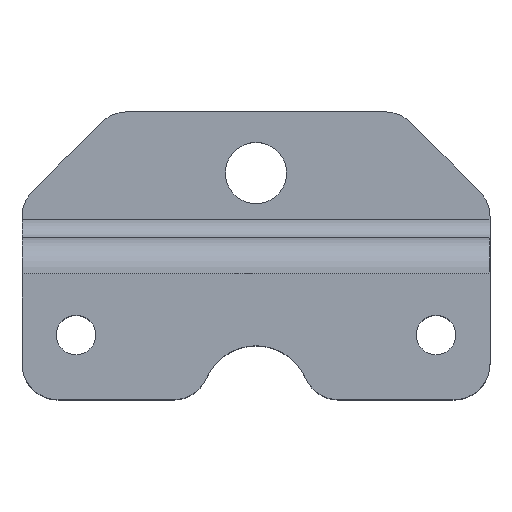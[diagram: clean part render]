
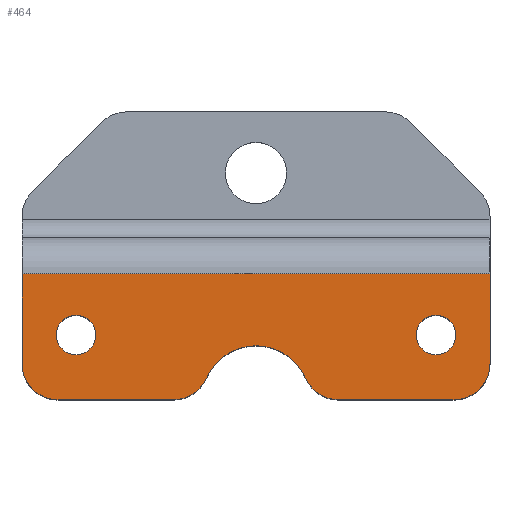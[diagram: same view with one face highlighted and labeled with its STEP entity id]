
A CAD part, top view. The second image highlights one B-rep face of the part: STEP entity #464.
In plain terms, the highlighted planar face has unit normal (0, 0, 1).
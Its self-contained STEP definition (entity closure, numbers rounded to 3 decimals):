
#7 = ORIENTED_EDGE ( 'NONE', *, *, #738, .T. ) ;
#15 = CARTESIAN_POINT ( 'NONE',  ( 0., 0., 5. ) ) ;
#76 = DIRECTION ( 'NONE',  ( -1., 0., 0. ) ) ;
#80 = CIRCLE ( 'NONE', #623, 5.5 ) ;
#92 = CARTESIAN_POINT ( 'NONE',  ( 50., 18., 5. ) ) ;
#106 = FACE_OUTER_BOUND ( 'NONE', #926, .T. ) ;
#108 = DIRECTION ( 'NONE',  ( -1., 0., 0. ) ) ;
#120 = DIRECTION ( 'NONE',  ( -1., 0., 0. ) ) ;
#124 = ORIENTED_EDGE ( 'NONE', *, *, #821, .T. ) ;
#166 = AXIS2_PLACEMENT_3D ( 'NONE', #15, #779, #228 ) ;
#175 = FACE_BOUND ( 'NONE', #274, .T. ) ;
#187 = VECTOR ( 'NONE', #621, 1000. ) ;
#195 = VERTEX_POINT ( 'NONE', #1379 ) ;
#209 = VERTEX_POINT ( 'NONE', #828 ) ;
#219 = CARTESIAN_POINT ( 'NONE',  ( -65., 0., 5. ) ) ;
#220 = VERTEX_POINT ( 'NONE', #967 ) ;
#228 = DIRECTION ( 'NONE',  ( 1., 0., 0. ) ) ;
#230 = CIRCLE ( 'NONE', #541, 5.5 ) ;
#232 = CARTESIAN_POINT ( 'NONE',  ( 65., 0., 5. ) ) ;
#238 = LINE ( 'NONE', #520, #865 ) ;
#272 = LINE ( 'NONE', #219, #492 ) ;
#274 = EDGE_LOOP ( 'NONE', ( #933, #350 ) ) ;
#290 = EDGE_CURVE ( 'NONE', #1268, #597, #820, .T. ) ;
#304 = CARTESIAN_POINT ( 'NONE',  ( -50., 18., 5. ) ) ;
#322 = EDGE_CURVE ( 'NONE', #471, #419, #955, .T. ) ;
#327 = DIRECTION ( 'NONE',  ( 0., 0., -1. ) ) ;
#331 = FACE_BOUND ( 'NONE', #697, .T. ) ;
#350 = ORIENTED_EDGE ( 'NONE', *, *, #997, .F. ) ;
#363 = EDGE_CURVE ( 'NONE', #471, #597, #840, .T. ) ;
#374 = ORIENTED_EDGE ( 'NONE', *, *, #1312, .T. ) ;
#383 = VERTEX_POINT ( 'NONE', #563 ) ;
#385 = EDGE_CURVE ( 'NONE', #1323, #419, #551, .T. ) ;
#403 = AXIS2_PLACEMENT_3D ( 'NONE', #756, #762, #1081 ) ;
#407 = CIRCLE ( 'NONE', #838, 10. ) ;
#419 = VERTEX_POINT ( 'NONE', #773 ) ;
#420 = DIRECTION ( 'NONE',  ( 1., 0., 0. ) ) ;
#435 = EDGE_CURVE ( 'NONE', #195, #522, #600, .T. ) ;
#449 = VERTEX_POINT ( 'NONE', #1117 ) ;
#464 = ADVANCED_FACE ( 'NONE', ( #331, #175, #106 ), #572, .T. ) ;
#471 = VERTEX_POINT ( 'NONE', #1320 ) ;
#478 = CARTESIAN_POINT ( 'NONE',  ( -55., 10., 5. ) ) ;
#492 = VECTOR ( 'NONE', #854, 1000. ) ;
#502 = DIRECTION ( 'NONE',  ( 0., 0., -1. ) ) ;
#520 = CARTESIAN_POINT ( 'NONE',  ( -65., 35., 5. ) ) ;
#522 = VERTEX_POINT ( 'NONE', #584 ) ;
#534 = EDGE_CURVE ( 'NONE', #1038, #682, #801, .T. ) ;
#541 = AXIS2_PLACEMENT_3D ( 'NONE', #860, #327, #108 ) ;
#544 = DIRECTION ( 'NONE',  ( 0., 0., 1. ) ) ;
#551 = CIRCLE ( 'NONE', #166, 15. ) ;
#563 = CARTESIAN_POINT ( 'NONE',  ( 65., 10., 5. ) ) ;
#569 = ORIENTED_EDGE ( 'NONE', *, *, #363, .F. ) ;
#572 = PLANE ( 'NONE',  #1040 ) ;
#583 = ORIENTED_EDGE ( 'NONE', *, *, #1119, .T. ) ;
#584 = CARTESIAN_POINT ( 'NONE',  ( 22.913, 0., 5. ) ) ;
#594 = DIRECTION ( 'NONE',  ( 0., 0., 1. ) ) ;
#597 = VERTEX_POINT ( 'NONE', #1380 ) ;
#600 = LINE ( 'NONE', #232, #636 ) ;
#611 = CARTESIAN_POINT ( 'NONE',  ( 55.5, 18., 5. ) ) ;
#614 = AXIS2_PLACEMENT_3D ( 'NONE', #1275, #1252, #420 ) ;
#621 = DIRECTION ( 'NONE',  ( 0., 1., 0. ) ) ;
#623 = AXIS2_PLACEMENT_3D ( 'NONE', #304, #1401, #727 ) ;
#636 = VECTOR ( 'NONE', #120, 1000. ) ;
#642 = ORIENTED_EDGE ( 'NONE', *, *, #863, .T. ) ;
#664 = ORIENTED_EDGE ( 'NONE', *, *, #534, .T. ) ;
#671 = DIRECTION ( 'NONE',  ( 0., 0., 1. ) ) ;
#682 = VERTEX_POINT ( 'NONE', #611 ) ;
#695 = CIRCLE ( 'NONE', #403, 10. ) ;
#697 = EDGE_LOOP ( 'NONE', ( #374, #664 ) ) ;
#727 = DIRECTION ( 'NONE',  ( 1., 0., 0. ) ) ;
#738 = EDGE_CURVE ( 'NONE', #209, #1340, #238, .T. ) ;
#756 = CARTESIAN_POINT ( 'NONE',  ( 22.913, 10., 5. ) ) ;
#762 = DIRECTION ( 'NONE',  ( 0., 0., 1. ) ) ;
#764 = CARTESIAN_POINT ( 'NONE',  ( -65., 35., 5. ) ) ;
#770 = AXIS2_PLACEMENT_3D ( 'NONE', #92, #502, #1225 ) ;
#773 = CARTESIAN_POINT ( 'NONE',  ( -13.748, 6., 5. ) ) ;
#779 = DIRECTION ( 'NONE',  ( 0., 0., 1. ) ) ;
#800 = ORIENTED_EDGE ( 'NONE', *, *, #841, .F. ) ;
#801 = CIRCLE ( 'NONE', #770, 5.5 ) ;
#820 = CIRCLE ( 'NONE', #1316, 10. ) ;
#821 = EDGE_CURVE ( 'NONE', #1323, #522, #695, .T. ) ;
#823 = ORIENTED_EDGE ( 'NONE', *, *, #385, .F. ) ;
#828 = CARTESIAN_POINT ( 'NONE',  ( 65., 35., 5. ) ) ;
#838 = AXIS2_PLACEMENT_3D ( 'NONE', #862, #544, #1308 ) ;
#840 = LINE ( 'NONE', #1217, #1132 ) ;
#841 = EDGE_CURVE ( 'NONE', #1268, #1340, #272, .T. ) ;
#854 = DIRECTION ( 'NONE',  ( 0., 1., 0. ) ) ;
#860 = CARTESIAN_POINT ( 'NONE',  ( 50., 18., 5. ) ) ;
#862 = CARTESIAN_POINT ( 'NONE',  ( 55., 10., 5. ) ) ;
#863 = EDGE_CURVE ( 'NONE', #195, #383, #407, .T. ) ;
#865 = VECTOR ( 'NONE', #76, 1000. ) ;
#914 = AXIS2_PLACEMENT_3D ( 'NONE', #1137, #594, #1353 ) ;
#926 = EDGE_LOOP ( 'NONE', ( #583, #7, #800, #1200, #569, #968, #823, #124, #1318, #642 ) ) ;
#933 = ORIENTED_EDGE ( 'NONE', *, *, #1127, .F. ) ;
#946 = LINE ( 'NONE', #1276, #187 ) ;
#955 = CIRCLE ( 'NONE', #914, 10. ) ;
#967 = CARTESIAN_POINT ( 'NONE',  ( -44.5, 18., 5. ) ) ;
#968 = ORIENTED_EDGE ( 'NONE', *, *, #322, .T. ) ;
#997 = EDGE_CURVE ( 'NONE', #449, #220, #80, .T. ) ;
#1002 = CARTESIAN_POINT ( 'NONE',  ( 65., 0., 5. ) ) ;
#1024 = DIRECTION ( 'NONE',  ( -1., 0., 0. ) ) ;
#1038 = VERTEX_POINT ( 'NONE', #1175 ) ;
#1040 = AXIS2_PLACEMENT_3D ( 'NONE', #1002, #1337, #1105 ) ;
#1078 = CARTESIAN_POINT ( 'NONE',  ( -65., 10., 5. ) ) ;
#1081 = DIRECTION ( 'NONE',  ( 1., 0., 0. ) ) ;
#1105 = DIRECTION ( 'NONE',  ( 1., 0., 0. ) ) ;
#1117 = CARTESIAN_POINT ( 'NONE',  ( -55.5, 18., 5. ) ) ;
#1119 = EDGE_CURVE ( 'NONE', #383, #209, #946, .T. ) ;
#1127 = EDGE_CURVE ( 'NONE', #220, #449, #1174, .T. ) ;
#1132 = VECTOR ( 'NONE', #1024, 1000. ) ;
#1137 = CARTESIAN_POINT ( 'NONE',  ( -22.913, 10., 5. ) ) ;
#1174 = CIRCLE ( 'NONE', #614, 5.5 ) ;
#1175 = CARTESIAN_POINT ( 'NONE',  ( 44.5, 18., 5. ) ) ;
#1200 = ORIENTED_EDGE ( 'NONE', *, *, #290, .T. ) ;
#1203 = CARTESIAN_POINT ( 'NONE',  ( 13.748, 6., 5. ) ) ;
#1217 = CARTESIAN_POINT ( 'NONE',  ( 65., 0., 5. ) ) ;
#1225 = DIRECTION ( 'NONE',  ( -1., 0., 0. ) ) ;
#1252 = DIRECTION ( 'NONE',  ( 0., 0., 1. ) ) ;
#1268 = VERTEX_POINT ( 'NONE', #1078 ) ;
#1275 = CARTESIAN_POINT ( 'NONE',  ( -50., 18., 5. ) ) ;
#1276 = CARTESIAN_POINT ( 'NONE',  ( 65., 0., 5. ) ) ;
#1308 = DIRECTION ( 'NONE',  ( 1., 0., 0. ) ) ;
#1312 = EDGE_CURVE ( 'NONE', #682, #1038, #230, .T. ) ;
#1316 = AXIS2_PLACEMENT_3D ( 'NONE', #478, #671, #1373 ) ;
#1318 = ORIENTED_EDGE ( 'NONE', *, *, #435, .F. ) ;
#1320 = CARTESIAN_POINT ( 'NONE',  ( -22.913, 0., 5. ) ) ;
#1323 = VERTEX_POINT ( 'NONE', #1203 ) ;
#1337 = DIRECTION ( 'NONE',  ( 0., 0., 1. ) ) ;
#1340 = VERTEX_POINT ( 'NONE', #764 ) ;
#1353 = DIRECTION ( 'NONE',  ( 1., 0., 0. ) ) ;
#1373 = DIRECTION ( 'NONE',  ( 1., 0., 0. ) ) ;
#1379 = CARTESIAN_POINT ( 'NONE',  ( 55., 0., 5. ) ) ;
#1380 = CARTESIAN_POINT ( 'NONE',  ( -55., 0., 5. ) ) ;
#1401 = DIRECTION ( 'NONE',  ( 0., 0., 1. ) ) ;
